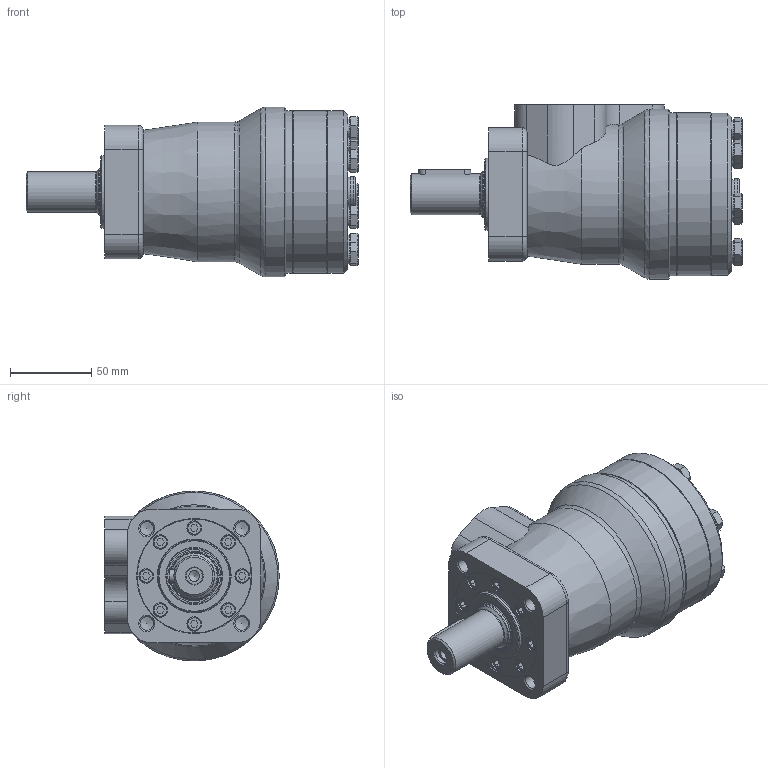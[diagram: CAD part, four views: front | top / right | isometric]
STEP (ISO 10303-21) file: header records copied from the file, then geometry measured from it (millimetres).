
FILE_DESCRIPTION(/* description */ ('STEP AP214'),/* implementation_level */ '2;1');
FILE_NAME(/* name */ 'MRQ125CUP',/* time_stamp */ '2023-02-15T07:53:31+01:00',/* author */ ('License CC BY-ND 4.0'),/* organization */ ('CADENAS'),/* preprocessor_version */ 'ST-DEVELOPER v18.102',/* originating_system */ 'PARTsolutions',/* authorisation */ ' ');
FILE_SCHEMA (('AUTOMOTIVE_DESIGN {1 0 10303 214 3 1 1}'));
Length unit declared in the file: millimetre
Products named in the file (7): MRQ125CUP; MRF; MR125D; MRVP; MPQUMF; MPCSH; MRQUB
Assembly tree (6 placements, depth 2):
  MRQ125CUP
    MRF
    MR125D
    MRVP
    MPQUMF
    MPCSH
    MRQUB
Bounding box: 204.15 x 107.24 x 104.48 mm (x, y, z)
Volume: 1062632.7 mm3; surface area: 143249.4 mm2
Topology: 6 solids, 6 shells, 391 faces, 862 edges, 532 vertices
Faces by surface type: plane 213, cone 81, cylinder 78, torus 19
Full cylindrical faces by diameter (mm): 2 x2, 6.647 x5, 7 x1, 8.376 x4, 8.5 x8, 9 x8, 10 x1, 11.9 x7, 13 x7, 18 x1, 18.631 x2, 19 x1, 25 x1, 28.56 x1, 29 x1, 32.6 x1, 35 x1, 44.4 x1, 70 x2, 100 x3, 104.48 x1
Entity records: 10175 total; most frequent: CARTESIAN_POINT 2016, DIRECTION 1676, ORIENTED_EDGE 1438, EDGE_CURVE 719, AXIS2_PLACEMENT_3D 672, FACE_BOUND 565, EDGE_LOOP 551, VERTEX_POINT 512
